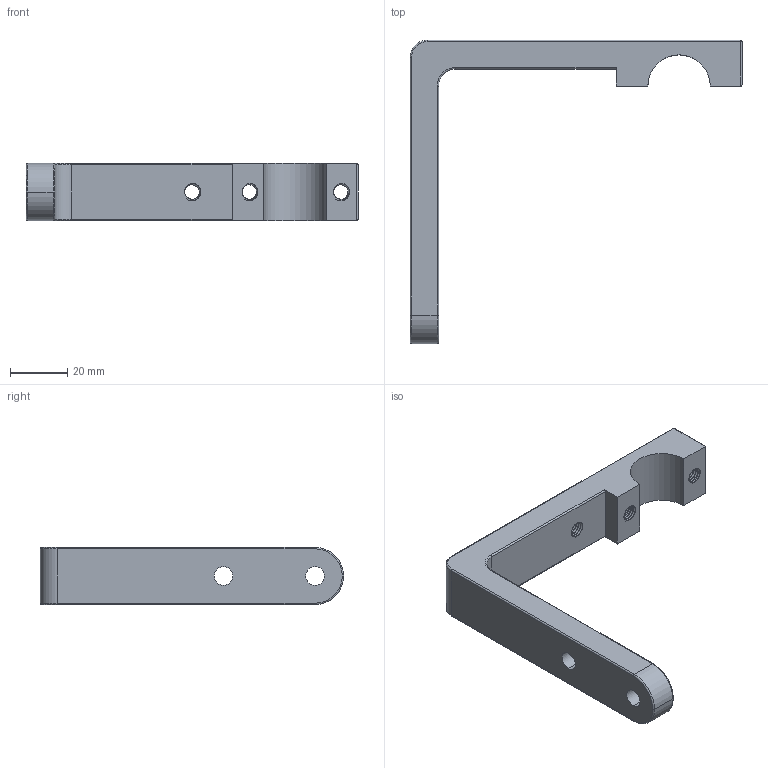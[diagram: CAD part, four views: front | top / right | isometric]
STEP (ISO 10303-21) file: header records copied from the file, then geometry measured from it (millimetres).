
FILE_DESCRIPTION (( 'STEP AP203' ), '1' );
FILE_NAME ('step ap203.STEP', '2021-06-22T16:47:56', ( '' ), ( '' ), 'SwSTEP 2.0', 'SolidWorks 2020', '' );
FILE_SCHEMA (( 'CONFIG_CONTROL_DESIGN' ));
Length unit declared in the file: millimetre
Products named in the file (1): step ap203
Bounding box: 116 x 106 x 20 mm (x, y, z)
Volume: 41814 mm3; surface area: 14622.4 mm2
Topology: 1 solids, 1 shells, 137 faces, 382 edges, 245 vertices
Faces by surface type: cylinder 108, plane 10, bspline 9, torus 8, sphere 2
Entity records: 16345 total; most frequent: CARTESIAN_POINT 13312, ORIENTED_EDGE 760, DIRECTION 495, EDGE_CURVE 380, VERTEX_POINT 245, AXIS2_PLACEMENT_3D 183, EDGE_LOOP 147, ADVANCED_FACE 137
